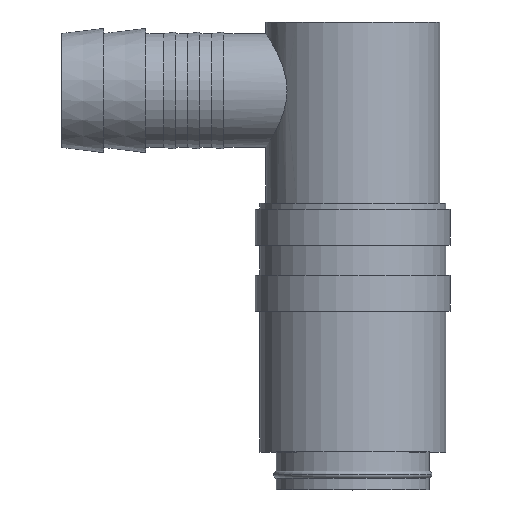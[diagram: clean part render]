
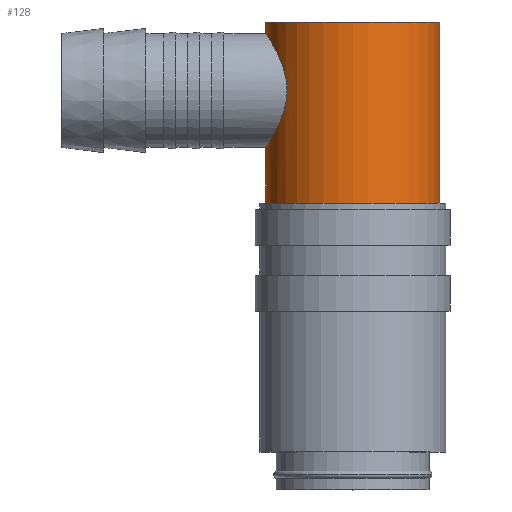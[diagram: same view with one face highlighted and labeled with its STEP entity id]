
A CAD part, top view. The second image highlights one B-rep face of the part: STEP entity #128.
In plain terms, the highlighted cylindrical face has radius 14.5 mm (diameter 29 mm), a partial arc.
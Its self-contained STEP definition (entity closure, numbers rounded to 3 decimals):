
#128=ADVANCED_FACE('',(#294),#295,.T.);
#294=FACE_OUTER_BOUND('',#501,.T.);
#295=CYLINDRICAL_SURFACE('',#502,14.5);
#501=EDGE_LOOP('',(#801,#802,#803,#804,#805,#806,#807));
#502=AXIS2_PLACEMENT_3D('',#808,#809,#810);
#801=ORIENTED_EDGE('',*,*,#1229,.T.);
#802=ORIENTED_EDGE('',*,*,#1230,.F.);
#803=ORIENTED_EDGE('',*,*,#1231,.T.);
#804=ORIENTED_EDGE('',*,*,#1232,.F.);
#805=ORIENTED_EDGE('',*,*,#1233,.F.);
#806=ORIENTED_EDGE('',*,*,#1234,.T.);
#807=ORIENTED_EDGE('',*,*,#1177,.F.);
#808=CARTESIAN_POINT('',(0.0,60.635,0.0));
#809=DIRECTION('',(-0.0,1.0,0.0));
#810=DIRECTION('',(1.0,0.0,0.0));
#1177=EDGE_CURVE('',#1395,#1394,#1397,.T.);
#1229=EDGE_CURVE('',#1395,#1477,#1478,.T.);
#1230=EDGE_CURVE('',#1479,#1477,#1480,.T.);
#1231=EDGE_CURVE('',#1479,#1347,#1481,.T.);
#1232=EDGE_CURVE('',#1482,#1347,#1483,.T.);
#1233=EDGE_CURVE('',#1350,#1482,#1484,.T.);
#1234=EDGE_CURVE('',#1350,#1394,#1485,.T.);
#1347=VERTEX_POINT('',#1660);
#1350=VERTEX_POINT('',#1664);
#1394=VERTEX_POINT('',#1750);
#1395=VERTEX_POINT('',#1751);
#1397=CIRCLE('',#1753,14.5);
#1477=VERTEX_POINT('',#1845);
#1478=LINE('',#1846,#1847);
#1479=VERTEX_POINT('',#1848);
#1480=CIRCLE('',#1849,14.5);
#1481=LINE('',#1850,#1851);
#1482=VERTEX_POINT('',#1852);
#1483=B_SPLINE_CURVE_WITH_KNOTS('',3,(#1853,#1854,#1855,#1856,#1857,#1858,#1859,#1860,#1861,#1862,#1863,#1864,#1865,#1866,#1867,#1868,#1869,#1870),.UNSPECIFIED.,.F.,.F.,(4,2,2,2,2,2,2,2,4),(0.0,1.87,3.739,5.609,7.479,9.33,11.181,13.032,14.882),.UNSPECIFIED.);
#1484=B_SPLINE_CURVE_WITH_KNOTS('',3,(#1871,#1872,#1873,#1874,#1875,#1876,#1877,#1878,#1879,#1880,#1881,#1882,#1883,#1884,#1885,#1886,#1887,#1888),.UNSPECIFIED.,.F.,.F.,(4,2,2,2,2,2,2,2,4),(44.647,46.498,48.349,50.2,52.051,53.921,55.79,57.66,59.53),.UNSPECIFIED.);
#1485=LINE('',#1889,#1890);
#1660=CARTESIAN_POINT('',(-14.5,76.1,0.));
#1664=CARTESIAN_POINT('',(-14.5,57.1,0.));
#1750=CARTESIAN_POINT('',(-14.5,47.8,0.));
#1751=CARTESIAN_POINT('',(14.5,47.8,0.));
#1753=AXIS2_PLACEMENT_3D('',#2122,#2123,#2124);
#1845=CARTESIAN_POINT('',(14.5,78.0,0.0));
#1846=CARTESIAN_POINT('',(14.5,60.635,0.));
#1847=VECTOR('',#2215,1.0);
#1848=CARTESIAN_POINT('',(-14.5,78.0,0.));
#1849=AXIS2_PLACEMENT_3D('',#2216,#2217,#2218);
#1850=CARTESIAN_POINT('',(-14.5,60.635,0.));
#1851=VECTOR('',#2219,1.0);
#1852=CARTESIAN_POINT('',(-10.954,66.6,9.5));
#1853=CARTESIAN_POINT('',(-10.954,66.6,9.5));
#1854=CARTESIAN_POINT('',(-10.954,67.223,9.5));
#1855=CARTESIAN_POINT('',(-11.009,67.857,9.438));
#1856=CARTESIAN_POINT('',(-11.219,69.1,9.187));
#1857=CARTESIAN_POINT('',(-11.374,69.71,8.998));
#1858=CARTESIAN_POINT('',(-11.744,70.87,8.51));
#1859=CARTESIAN_POINT('',(-11.96,71.421,8.209));
#1860=CARTESIAN_POINT('',(-12.405,72.438,7.52));
#1861=CARTESIAN_POINT('',(-12.634,72.904,7.131));
#1862=CARTESIAN_POINT('',(-13.064,73.727,6.308));
#1863=CARTESIAN_POINT('',(-13.281,74.115,5.844));
#1864=CARTESIAN_POINT('',(-13.684,74.805,4.827));
#1865=CARTESIAN_POINT('',(-13.869,75.108,4.273));
#1866=CARTESIAN_POINT('',(-14.176,75.6,3.108));
#1867=CARTESIAN_POINT('',(-14.298,75.789,2.494));
#1868=CARTESIAN_POINT('',(-14.46,76.039,1.249));
#1869=CARTESIAN_POINT('',(-14.5,76.1,0.617));
#1870=CARTESIAN_POINT('',(-14.5,76.1,0.));
#1871=CARTESIAN_POINT('',(-14.5,57.1,0.));
#1872=CARTESIAN_POINT('',(-14.5,57.1,0.617));
#1873=CARTESIAN_POINT('',(-14.46,57.161,1.249));
#1874=CARTESIAN_POINT('',(-14.298,57.411,2.494));
#1875=CARTESIAN_POINT('',(-14.176,57.6,3.108));
#1876=CARTESIAN_POINT('',(-13.869,58.092,4.273));
#1877=CARTESIAN_POINT('',(-13.684,58.395,4.827));
#1878=CARTESIAN_POINT('',(-13.281,59.085,5.844));
#1879=CARTESIAN_POINT('',(-13.064,59.473,6.308));
#1880=CARTESIAN_POINT('',(-12.634,60.296,7.131));
#1881=CARTESIAN_POINT('',(-12.405,60.762,7.52));
#1882=CARTESIAN_POINT('',(-11.96,61.779,8.209));
#1883=CARTESIAN_POINT('',(-11.744,62.33,8.51));
#1884=CARTESIAN_POINT('',(-11.374,63.49,8.998));
#1885=CARTESIAN_POINT('',(-11.219,64.1,9.187));
#1886=CARTESIAN_POINT('',(-11.009,65.343,9.438));
#1887=CARTESIAN_POINT('',(-10.954,65.977,9.5));
#1888=CARTESIAN_POINT('',(-10.954,66.6,9.5));
#1889=CARTESIAN_POINT('',(-14.5,60.635,0.));
#1890=VECTOR('',#2220,1.0);
#2122=CARTESIAN_POINT('',(0.0,47.8,0.0));
#2123=DIRECTION('',(0.0,-1.0,0.0));
#2124=DIRECTION('',(1.0,0.0,0.0));
#2215=DIRECTION('',(0.0,1.0,0.0));
#2216=CARTESIAN_POINT('',(0.0,78.0,0.0));
#2217=DIRECTION('',(-0.0,1.0,0.0));
#2218=DIRECTION('',(1.0,0.0,0.0));
#2219=DIRECTION('',(-0.0,-1.0,-0.0));
#2220=DIRECTION('',(-0.0,-1.0,-0.0));
